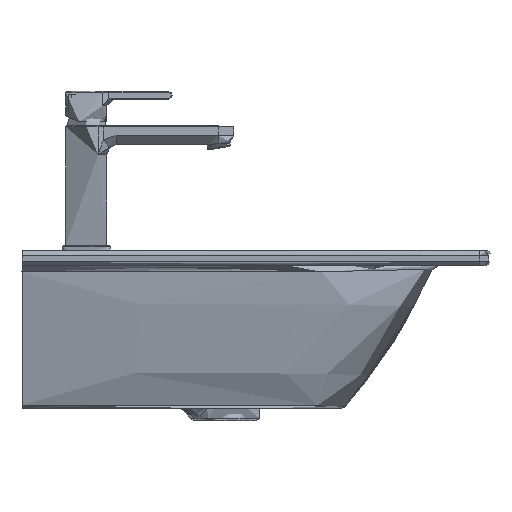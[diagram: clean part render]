
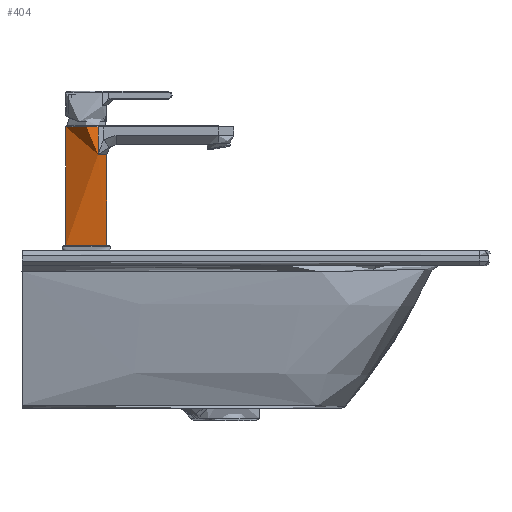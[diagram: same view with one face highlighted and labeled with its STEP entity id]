
A CAD part, front view. The second image highlights one B-rep face of the part: STEP entity #404.
In plain terms, the highlighted free-form (B-spline) face has degree [2, 1] with [5, 2] control points.
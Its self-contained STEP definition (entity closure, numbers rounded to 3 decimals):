
#404=ADVANCED_FACE('',(#945),#7965,.T.);
#945=FACE_OUTER_BOUND('',#1492,.T.);
#1492=EDGE_LOOP('',(#2566,#2567,#2568,#2569,#2570,#2571,#2572));
#2566=ORIENTED_EDGE('',*,*,#4835,.T.);
#2567=ORIENTED_EDGE('',*,*,#4780,.F.);
#2568=ORIENTED_EDGE('',*,*,#4808,.F.);
#2569=ORIENTED_EDGE('',*,*,#4810,.F.);
#2570=ORIENTED_EDGE('',*,*,#4858,.T.);
#2571=ORIENTED_EDGE('',*,*,#4853,.T.);
#2572=ORIENTED_EDGE('',*,*,#4781,.F.);
#4780=EDGE_CURVE('',#7279,#7280,#6827,.T.);
#4781=EDGE_CURVE('',#7281,#7282,#6828,.T.);
#4808=EDGE_CURVE('',#7302,#7279,#6849,.T.);
#4810=EDGE_CURVE('',#7264,#7302,#6851,.T.);
#4835=EDGE_CURVE('',#7281,#7280,#6872,.T.);
#4853=EDGE_CURVE('',#7307,#7282,#6888,.T.);
#4858=EDGE_CURVE('',#7264,#7307,#6893,.T.);
#6827=(
BOUNDED_CURVE()
B_SPLINE_CURVE(1,(#14081,#14082),.UNSPECIFIED.,.F.,.F.)
B_SPLINE_CURVE_WITH_KNOTS((2,2),(0.,95.),.UNSPECIFIED.)
CURVE()
GEOMETRIC_REPRESENTATION_ITEM()
RATIONAL_B_SPLINE_CURVE((1.,1.))
REPRESENTATION_ITEM('')
);
#6828=(
BOUNDED_CURVE()
B_SPLINE_CURVE(1,(#14083,#14084),.UNSPECIFIED.,.F.,.F.)
B_SPLINE_CURVE_WITH_KNOTS((2,2),(0.,124.),.UNSPECIFIED.)
CURVE()
GEOMETRIC_REPRESENTATION_ITEM()
RATIONAL_B_SPLINE_CURVE((1.,1.))
REPRESENTATION_ITEM('')
);
#6849=(
BOUNDED_CURVE()
B_SPLINE_CURVE(2,(#14444,#14445,#14446),.UNSPECIFIED.,.F.,.F.)
B_SPLINE_CURVE_WITH_KNOTS((3,3),(-20.874,0.),.UNSPECIFIED.)
CURVE()
GEOMETRIC_REPRESENTATION_ITEM()
RATIONAL_B_SPLINE_CURVE((1.,0.884,1.))
REPRESENTATION_ITEM('')
);
#6851=(
BOUNDED_CURVE()
B_SPLINE_CURVE(1,(#14450,#14451),.UNSPECIFIED.,.F.,.F.)
B_SPLINE_CURVE_WITH_KNOTS((2,2),(-29.,0.),.UNSPECIFIED.)
CURVE()
GEOMETRIC_REPRESENTATION_ITEM()
RATIONAL_B_SPLINE_CURVE((1.,1.))
REPRESENTATION_ITEM('')
);
#6872=(
BOUNDED_CURVE()
B_SPLINE_CURVE(2,(#14819,#14820,#14821,#14822,#14823),.UNSPECIFIED.,.F.,
 .F.)
B_SPLINE_CURVE_WITH_KNOTS((3,2,3),(-67.544,-33.772,
0.),.UNSPECIFIED.)
CURVE()
GEOMETRIC_REPRESENTATION_ITEM()
RATIONAL_B_SPLINE_CURVE((1.,0.707,1.,0.707,1.))
REPRESENTATION_ITEM('')
);
#6888=(
BOUNDED_CURVE()
B_SPLINE_CURVE(2,(#14896,#14897,#14898),.UNSPECIFIED.,.F.,.F.)
B_SPLINE_CURVE_WITH_KNOTS((3,3),(0.,33.772),.UNSPECIFIED.)
CURVE()
GEOMETRIC_REPRESENTATION_ITEM()
RATIONAL_B_SPLINE_CURVE((1.,0.707,1.))
REPRESENTATION_ITEM('')
);
#6893=(
BOUNDED_CURVE()
B_SPLINE_CURVE(2,(#14911,#14912,#14913),.UNSPECIFIED.,.F.,.F.)
B_SPLINE_CURVE_WITH_KNOTS((3,3),(52.105,64.403),
 .UNSPECIFIED.)
CURVE()
GEOMETRIC_REPRESENTATION_ITEM()
RATIONAL_B_SPLINE_CURVE((1.,0.955,1.))
REPRESENTATION_ITEM('')
);
#7264=VERTEX_POINT('',#13553);
#7279=VERTEX_POINT('',#13568);
#7280=VERTEX_POINT('',#13569);
#7281=VERTEX_POINT('',#13570);
#7282=VERTEX_POINT('',#13571);
#7302=VERTEX_POINT('',#13591);
#7307=VERTEX_POINT('',#13596);
#7965=(
BOUNDED_SURFACE()
B_SPLINE_SURFACE(2,1,((#13309,#13310),(#13311,#13312),(#13313,#13314),(#13315,
#13316),(#13317,#13318)),.UNSPECIFIED.,.F.,.F.,.F.)
B_SPLINE_SURFACE_WITH_KNOTS((3,2,3),(2,2),(33.772,67.544,
101.316),(12.462,136.462),.UNSPECIFIED.)
GEOMETRIC_REPRESENTATION_ITEM()
RATIONAL_B_SPLINE_SURFACE(((1.,1.),(0.707,0.707),
(1.,1.),(0.707,0.707),(1.,1.)))
REPRESENTATION_ITEM('')
SURFACE()
);
#13309=CARTESIAN_POINT('',(88.779,-282.417,129.154));
#13310=CARTESIAN_POINT('',(88.779,-282.417,5.154));
#13311=CARTESIAN_POINT('',(88.779,-303.917,129.154));
#13312=CARTESIAN_POINT('',(88.779,-303.917,5.154));
#13313=CARTESIAN_POINT('',(67.279,-303.917,129.154));
#13314=CARTESIAN_POINT('',(67.279,-303.917,5.154));
#13315=CARTESIAN_POINT('',(45.779,-303.917,129.154));
#13316=CARTESIAN_POINT('',(45.779,-303.917,5.154));
#13317=CARTESIAN_POINT('',(45.779,-282.417,129.154));
#13318=CARTESIAN_POINT('',(45.779,-282.417,5.154));
#13553=CARTESIAN_POINT('',(79.417,-300.163,129.154));
#13568=CARTESIAN_POINT('',(88.779,-282.417,100.154));
#13569=CARTESIAN_POINT('',(88.779,-282.417,5.154));
#13570=CARTESIAN_POINT('',(45.779,-282.417,5.154));
#13571=CARTESIAN_POINT('',(45.779,-282.417,129.154));
#13591=CARTESIAN_POINT('',(79.417,-300.163,100.154));
#13596=CARTESIAN_POINT('',(67.279,-303.917,129.154));
#14081=CARTESIAN_POINT('',(88.779,-282.417,100.154));
#14082=CARTESIAN_POINT('',(88.779,-282.417,5.154));
#14083=CARTESIAN_POINT('',(45.779,-282.417,5.154));
#14084=CARTESIAN_POINT('',(45.779,-282.417,129.154));
#14444=CARTESIAN_POINT('',(79.417,-300.163,100.154));
#14445=CARTESIAN_POINT('',(88.779,-293.76,100.154));
#14446=CARTESIAN_POINT('',(88.779,-282.417,100.154));
#14450=CARTESIAN_POINT('',(79.417,-300.163,129.154));
#14451=CARTESIAN_POINT('',(79.417,-300.163,100.154));
#14819=CARTESIAN_POINT('',(45.779,-282.417,5.154));
#14820=CARTESIAN_POINT('',(45.779,-303.917,5.154));
#14821=CARTESIAN_POINT('',(67.279,-303.917,5.154));
#14822=CARTESIAN_POINT('',(88.779,-303.917,5.154));
#14823=CARTESIAN_POINT('',(88.779,-282.417,5.154));
#14896=CARTESIAN_POINT('',(67.279,-303.917,129.154));
#14897=CARTESIAN_POINT('',(45.779,-303.917,129.154));
#14898=CARTESIAN_POINT('',(45.779,-282.417,129.154));
#14911=CARTESIAN_POINT('',(79.417,-300.163,129.154));
#14912=CARTESIAN_POINT('',(73.929,-303.917,129.154));
#14913=CARTESIAN_POINT('',(67.279,-303.917,129.154));
